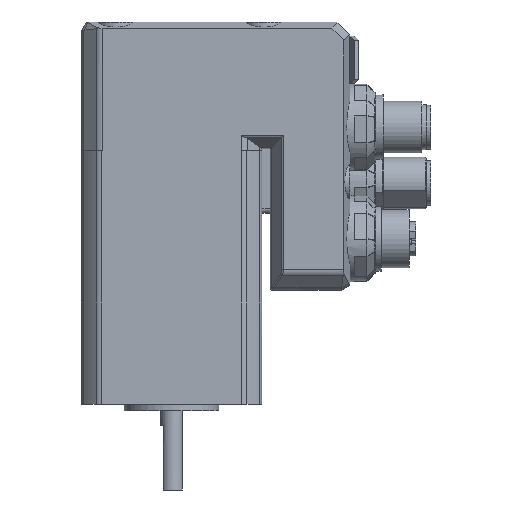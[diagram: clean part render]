
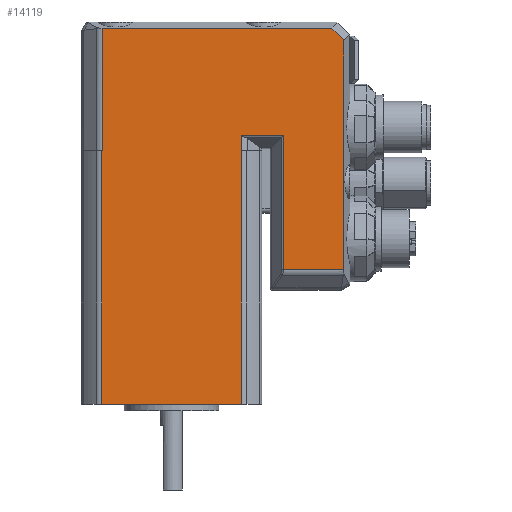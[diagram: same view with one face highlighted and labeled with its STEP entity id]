
A CAD part, left-side view. The second image highlights one B-rep face of the part: STEP entity #14119.
In plain terms, the highlighted planar face has unit normal (-1, 0, 0).
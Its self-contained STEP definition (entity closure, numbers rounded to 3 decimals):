
#448=LINE('',#22881,#1265);
#473=LINE('',#22993,#1290);
#494=LINE('',#23092,#1311);
#876=LINE('',#26229,#1693);
#877=LINE('',#26233,#1694);
#878=LINE('',#26235,#1695);
#879=LINE('',#26237,#1696);
#880=LINE('',#26239,#1697);
#881=LINE('',#26240,#1698);
#882=LINE('',#26242,#1699);
#883=LINE('',#26244,#1700);
#884=LINE('',#26246,#1701);
#885=LINE('',#26247,#1702);
#1265=VECTOR('',#16892,10.);
#1290=VECTOR('',#17017,10.);
#1311=VECTOR('',#17098,10.);
#1693=VECTOR('',#18902,1000.);
#1694=VECTOR('',#18907,1000.);
#1695=VECTOR('',#18908,10.);
#1696=VECTOR('',#18909,10.);
#1697=VECTOR('',#18910,10.);
#1698=VECTOR('',#18911,10.);
#1699=VECTOR('',#18912,10.);
#1700=VECTOR('',#18913,1000.);
#1701=VECTOR('',#18914,1000.);
#1702=VECTOR('',#18915,1000.);
#3254=FACE_OUTER_BOUND('',#4072,.T.);
#4072=EDGE_LOOP('',(#11615,#11616,#11617,#11618,#11619,#11620,#11621,#11622,
#11623,#11624,#11625,#11626,#11627));
#5448=VERTEX_POINT('',#22878);
#5449=VERTEX_POINT('',#22880);
#5485=VERTEX_POINT('',#22990);
#5486=VERTEX_POINT('',#22992);
#6069=VERTEX_POINT('',#26226);
#6070=VERTEX_POINT('',#26228);
#6071=VERTEX_POINT('',#26232);
#6072=VERTEX_POINT('',#26234);
#6073=VERTEX_POINT('',#26236);
#6074=VERTEX_POINT('',#26238);
#6075=VERTEX_POINT('',#26241);
#6076=VERTEX_POINT('',#26243);
#6077=VERTEX_POINT('',#26245);
#6945=EDGE_CURVE('',#5448,#5449,#448,.T.);
#7002=EDGE_CURVE('',#5485,#5486,#473,.T.);
#7041=EDGE_CURVE('',#5486,#5448,#494,.T.);
#7971=EDGE_CURVE('',#6069,#6070,#876,.T.);
#7973=EDGE_CURVE('',#6071,#6069,#877,.T.);
#7974=EDGE_CURVE('',#6072,#6071,#878,.T.);
#7975=EDGE_CURVE('',#6073,#6072,#879,.T.);
#7976=EDGE_CURVE('',#6074,#6073,#880,.T.);
#7977=EDGE_CURVE('',#5449,#6074,#881,.T.);
#7978=EDGE_CURVE('',#6075,#5485,#882,.T.);
#7979=EDGE_CURVE('',#6076,#6075,#883,.T.);
#7980=EDGE_CURVE('',#6076,#6077,#884,.T.);
#7981=EDGE_CURVE('',#6077,#6070,#885,.T.);
#11615=ORIENTED_EDGE('',*,*,#7971,.F.);
#11616=ORIENTED_EDGE('',*,*,#7973,.F.);
#11617=ORIENTED_EDGE('',*,*,#7974,.F.);
#11618=ORIENTED_EDGE('',*,*,#7975,.F.);
#11619=ORIENTED_EDGE('',*,*,#7976,.F.);
#11620=ORIENTED_EDGE('',*,*,#7977,.F.);
#11621=ORIENTED_EDGE('',*,*,#6945,.F.);
#11622=ORIENTED_EDGE('',*,*,#7041,.F.);
#11623=ORIENTED_EDGE('',*,*,#7002,.F.);
#11624=ORIENTED_EDGE('',*,*,#7978,.F.);
#11625=ORIENTED_EDGE('',*,*,#7979,.F.);
#11626=ORIENTED_EDGE('',*,*,#7980,.T.);
#11627=ORIENTED_EDGE('',*,*,#7981,.T.);
#12620=PLANE('',#15515);
#14119=ADVANCED_FACE('',(#3254),#12620,.F.);
#15515=AXIS2_PLACEMENT_3D('',#26231,#18905,#18906);
#16892=DIRECTION('',(0.,0.,-1.));
#17017=DIRECTION('',(0.,-1.,0.));
#17098=DIRECTION('',(0.,-0.707,-0.707));
#18902=DIRECTION('',(0.,0.,-1.));
#18905=DIRECTION('center_axis',(1.,0.,0.));
#18906=DIRECTION('ref_axis',(0.,1.,0.));
#18907=DIRECTION('',(0.,-1.,0.));
#18908=DIRECTION('',(0.,0.,-1.));
#18909=DIRECTION('',(0.,1.,0.));
#18910=DIRECTION('',(0.,0.,1.));
#18911=DIRECTION('',(0.,1.,0.));
#18912=DIRECTION('',(0.,0.,1.));
#18913=DIRECTION('',(0.,-1.,0.));
#18914=DIRECTION('',(0.,0.,-1.));
#18915=DIRECTION('',(0.,-1.,0.));
#22878=CARTESIAN_POINT('',(-21.,-40.044,84.818));
#22880=CARTESIAN_POINT('',(-21.,-40.044,31.328));
#22881=CARTESIAN_POINT('',(-21.,-40.044,48.666));
#22990=CARTESIAN_POINT('',(-21.,16.172,87.544));
#22992=CARTESIAN_POINT('',(-21.,-37.318,87.544));
#22993=CARTESIAN_POINT('',(-21.,-30.916,87.544));
#23092=CARTESIAN_POINT('',(-21.,-39.431,85.431));
#26226=CARTESIAN_POINT('',(-21.,-16.248,59.));
#26228=CARTESIAN_POINT('',(-21.,-16.248,0.));
#26229=CARTESIAN_POINT('',(-21.,-16.248,49.3));
#26231=CARTESIAN_POINT('Origin',(-21.,16.248,49.3));
#26232=CARTESIAN_POINT('',(-21.,-16.172,59.));
#26233=CARTESIAN_POINT('',(-21.,16.248,59.));
#26234=CARTESIAN_POINT('',(-21.,-16.172,62.561));
#26235=CARTESIAN_POINT('',(-21.,-16.172,56.606));
#26236=CARTESIAN_POINT('',(-21.,-26.061,62.561));
#26237=CARTESIAN_POINT('',(-21.,-15.106,62.561));
#26238=CARTESIAN_POINT('',(-21.,-26.061,31.328));
#26239=CARTESIAN_POINT('',(-21.,-26.061,52.106));
#26240=CARTESIAN_POINT('',(-21.,-19.481,31.328));
#26241=CARTESIAN_POINT('',(-21.,16.172,59.));
#26242=CARTESIAN_POINT('',(-21.,16.172,60.231));
#26243=CARTESIAN_POINT('',(-21.,16.248,59.));
#26244=CARTESIAN_POINT('',(-21.,16.248,59.));
#26245=CARTESIAN_POINT('',(-21.,16.248,0.));
#26246=CARTESIAN_POINT('',(-21.,16.248,49.3));
#26247=CARTESIAN_POINT('',(-21.,16.248,0.));
